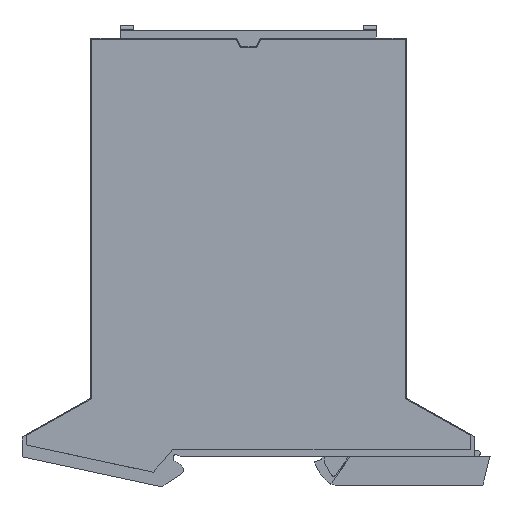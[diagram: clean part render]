
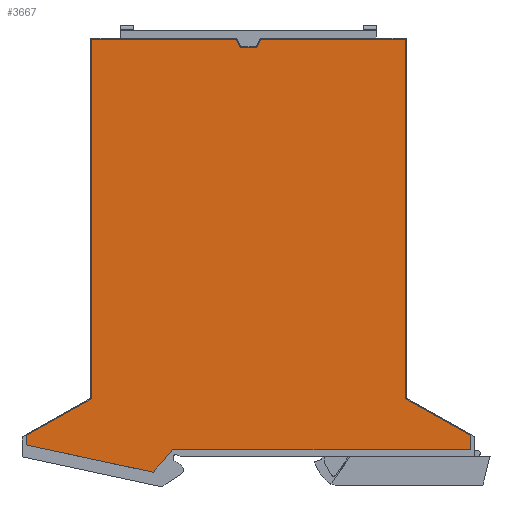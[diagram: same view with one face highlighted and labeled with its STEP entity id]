
A CAD part, left-side view. The second image highlights one B-rep face of the part: STEP entity #3667.
In plain terms, the highlighted planar face has unit normal (-1, 0, 0).
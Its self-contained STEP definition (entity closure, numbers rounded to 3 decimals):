
#3544=AXIS2_PLACEMENT_3D('Plane Axis2P3D',#3541,#3542,#3543) ;
#2910=CARTESIAN_POINT('Vertex',(0.,4.57,8.837)) ;
#2913=CARTESIAN_POINT('Line Origine',(0.,39.349,8.837)) ;
#2917=CARTESIAN_POINT('Vertex',(0.,74.129,8.837)) ;
#2942=CARTESIAN_POINT('Vertex',(0.,108.234,9.985)) ;
#2947=CARTESIAN_POINT('Line Origine',(0.,108.234,11.119)) ;
#2951=CARTESIAN_POINT('Vertex',(0.,108.234,12.253)) ;
#2983=CARTESIAN_POINT('Vertex',(0.,54.457,102.837)) ;
#2988=CARTESIAN_POINT('Line Origine',(0.,54.014,103.787)) ;
#2992=CARTESIAN_POINT('Vertex',(0.,53.571,104.737)) ;
#3033=CARTESIAN_POINT('Vertex',(0.,19.802,104.737)) ;
#3036=CARTESIAN_POINT('Line Origine',(0.,19.802,62.761)) ;
#3040=CARTESIAN_POINT('Vertex',(0.,19.802,20.784)) ;
#3541=CARTESIAN_POINT('Axis2P3D Location',(0.,56.402,7.237)) ;
#3547=CARTESIAN_POINT('Control Point',(0.,54.457,102.837)) ;
#3548=CARTESIAN_POINT('Control Point',(0.,55.754,102.837)) ;
#3549=CARTESIAN_POINT('Control Point',(0.,57.05,102.837)) ;
#3550=CARTESIAN_POINT('Control Point',(0.,58.347,102.837)) ;
#3551=CARTESIAN_POINT('Vertex',(0.,58.347,102.837)) ;
#3554=CARTESIAN_POINT('Line Origine',(0.,58.79,103.787)) ;
#3558=CARTESIAN_POINT('Vertex',(0.,59.233,104.737)) ;
#3561=CARTESIAN_POINT('Line Origine',(0.,60.983,104.737)) ;
#3565=CARTESIAN_POINT('Vertex',(0.,62.733,104.737)) ;
#3569=CARTESIAN_POINT('Control Point',(0.,62.733,104.737)) ;
#3570=CARTESIAN_POINT('Control Point',(0.,72.822,104.737)) ;
#3571=CARTESIAN_POINT('Control Point',(0.,82.912,104.737)) ;
#3572=CARTESIAN_POINT('Control Point',(0.,93.002,104.737)) ;
#3573=CARTESIAN_POINT('Vertex',(0.,93.002,104.737)) ;
#3577=CARTESIAN_POINT('Control Point',(0.,93.002,104.737)) ;
#3578=CARTESIAN_POINT('Control Point',(0.,93.002,76.753)) ;
#3579=CARTESIAN_POINT('Control Point',(0.,93.002,48.768)) ;
#3580=CARTESIAN_POINT('Control Point',(0.,93.002,20.784)) ;
#3581=CARTESIAN_POINT('Vertex',(0.,93.002,20.784)) ;
#3585=CARTESIAN_POINT('Control Point',(0.,93.002,20.784)) ;
#3586=CARTESIAN_POINT('Control Point',(0.,98.079,17.94)) ;
#3587=CARTESIAN_POINT('Control Point',(0.,103.157,15.097)) ;
#3588=CARTESIAN_POINT('Control Point',(0.,108.234,12.253)) ;
#3591=CARTESIAN_POINT('Control Point',(0.,108.234,9.985)) ;
#3592=CARTESIAN_POINT('Control Point',(0.,98.383,7.865)) ;
#3593=CARTESIAN_POINT('Control Point',(0.,88.532,5.746)) ;
#3594=CARTESIAN_POINT('Control Point',(0.,78.681,3.626)) ;
#3595=CARTESIAN_POINT('Vertex',(0.,78.681,3.626)) ;
#3599=CARTESIAN_POINT('Control Point',(0.,78.681,3.626)) ;
#3600=CARTESIAN_POINT('Control Point',(0.,77.323,5.181)) ;
#3601=CARTESIAN_POINT('Control Point',(0.,75.965,6.735)) ;
#3602=CARTESIAN_POINT('Control Point',(0.,74.607,8.29)) ;
#3603=CARTESIAN_POINT('Vertex',(0.,74.607,8.29)) ;
#3607=CARTESIAN_POINT('Control Point',(0.,74.607,8.29)) ;
#3608=CARTESIAN_POINT('Control Point',(0.,74.605,8.292)) ;
#3609=CARTESIAN_POINT('Control Point',(0.,74.604,8.294)) ;
#3610=CARTESIAN_POINT('Control Point',(0.,74.602,8.296)) ;
#3611=CARTESIAN_POINT('Vertex',(0.,74.602,8.296)) ;
#3615=CARTESIAN_POINT('Control Point',(0.,74.602,8.296)) ;
#3616=CARTESIAN_POINT('Control Point',(0.,74.444,8.476)) ;
#3617=CARTESIAN_POINT('Control Point',(0.,74.286,8.657)) ;
#3618=CARTESIAN_POINT('Control Point',(0.,74.129,8.837)) ;
#3621=CARTESIAN_POINT('Control Point',(0.,4.57,8.837)) ;
#3622=CARTESIAN_POINT('Control Point',(0.,4.57,9.976)) ;
#3623=CARTESIAN_POINT('Control Point',(0.,4.57,11.115)) ;
#3624=CARTESIAN_POINT('Control Point',(0.,4.57,12.253)) ;
#3625=CARTESIAN_POINT('Vertex',(0.,4.57,12.253)) ;
#3629=CARTESIAN_POINT('Control Point',(0.,4.57,12.253)) ;
#3630=CARTESIAN_POINT('Control Point',(0.,9.647,15.097)) ;
#3631=CARTESIAN_POINT('Control Point',(0.,14.725,17.94)) ;
#3632=CARTESIAN_POINT('Control Point',(0.,19.802,20.784)) ;
#3635=CARTESIAN_POINT('Control Point',(0.,19.802,104.737)) ;
#3636=CARTESIAN_POINT('Control Point',(0.,29.892,104.737)) ;
#3637=CARTESIAN_POINT('Control Point',(0.,39.981,104.737)) ;
#3638=CARTESIAN_POINT('Control Point',(0.,50.071,104.737)) ;
#3639=CARTESIAN_POINT('Vertex',(0.,50.071,104.737)) ;
#3642=CARTESIAN_POINT('Line Origine',(0.,51.821,104.737)) ;
#2914=DIRECTION('Vector Direction',(0.,1.,0.)) ;
#2948=DIRECTION('Vector Direction',(0.,0.,-1.)) ;
#2989=DIRECTION('Vector Direction',(0.,-0.423,0.906)) ;
#3037=DIRECTION('Vector Direction',(0.,0.,1.)) ;
#3542=DIRECTION('Axis2P3D Direction',(-1.,0.,0.)) ;
#3543=DIRECTION('Axis2P3D XDirection',(0.,1.,0.)) ;
#3555=DIRECTION('Vector Direction',(0.,0.423,0.906)) ;
#3562=DIRECTION('Vector Direction',(0.,1.,0.)) ;
#3643=DIRECTION('Vector Direction',(0.,1.,0.)) ;
#2915=VECTOR('Line Direction',#2914,1.) ;
#2949=VECTOR('Line Direction',#2948,1.) ;
#2990=VECTOR('Line Direction',#2989,1.) ;
#3038=VECTOR('Line Direction',#3037,1.) ;
#3556=VECTOR('Line Direction',#3555,1.) ;
#3563=VECTOR('Line Direction',#3562,1.) ;
#3644=VECTOR('Line Direction',#3643,1.) ;
#3648=ORIENTED_EDGE('',*,*,#3553,.T.) ;
#3649=ORIENTED_EDGE('',*,*,#3560,.T.) ;
#3650=ORIENTED_EDGE('',*,*,#3567,.T.) ;
#3651=ORIENTED_EDGE('',*,*,#3575,.T.) ;
#3652=ORIENTED_EDGE('',*,*,#3583,.T.) ;
#3653=ORIENTED_EDGE('',*,*,#3589,.T.) ;
#3654=ORIENTED_EDGE('',*,*,#2953,.T.) ;
#3655=ORIENTED_EDGE('',*,*,#3597,.T.) ;
#3656=ORIENTED_EDGE('',*,*,#3605,.T.) ;
#3657=ORIENTED_EDGE('',*,*,#3613,.T.) ;
#3658=ORIENTED_EDGE('',*,*,#3619,.T.) ;
#3659=ORIENTED_EDGE('',*,*,#2919,.T.) ;
#3660=ORIENTED_EDGE('',*,*,#3627,.T.) ;
#3661=ORIENTED_EDGE('',*,*,#3633,.T.) ;
#3662=ORIENTED_EDGE('',*,*,#3042,.T.) ;
#3663=ORIENTED_EDGE('',*,*,#3641,.T.) ;
#3664=ORIENTED_EDGE('',*,*,#3646,.T.) ;
#3665=ORIENTED_EDGE('',*,*,#2994,.T.) ;
#3667=ADVANCED_FACE('BASE',(#3666),#3545,.T.) ;
#3546=B_SPLINE_CURVE_WITH_KNOTS('',3,(#3547,#3548,#3549,#3550),.UNSPECIFIED.,.F.,.U.,(4,4),(3.5,7.39),.UNSPECIFIED.) ;
#3568=B_SPLINE_CURVE_WITH_KNOTS('',3,(#3569,#3570,#3571,#3572),.UNSPECIFIED.,.F.,.U.,(4,4),(0.,30.269),.UNSPECIFIED.) ;
#3576=B_SPLINE_CURVE_WITH_KNOTS('',3,(#3577,#3578,#3579,#3580),.UNSPECIFIED.,.F.,.U.,(4,4),(0.,83.953),.UNSPECIFIED.) ;
#3584=B_SPLINE_CURVE_WITH_KNOTS('',3,(#3585,#3586,#3587,#3588),.UNSPECIFIED.,.F.,.U.,(4,4),(0.,17.458),.UNSPECIFIED.) ;
#3590=B_SPLINE_CURVE_WITH_KNOTS('',3,(#3591,#3592,#3593,#3594),.UNSPECIFIED.,.F.,.U.,(4,4),(0.,30.229),.UNSPECIFIED.) ;
#3598=B_SPLINE_CURVE_WITH_KNOTS('',3,(#3599,#3600,#3601,#3602),.UNSPECIFIED.,.F.,.U.,(4,4),(0.,6.193),.UNSPECIFIED.) ;
#3606=B_SPLINE_CURVE_WITH_KNOTS('',3,(#3607,#3608,#3609,#3610),.UNSPECIFIED.,.F.,.U.,(4,4),(0.,0.007),.UNSPECIFIED.) ;
#3614=B_SPLINE_CURVE_WITH_KNOTS('',3,(#3615,#3616,#3617,#3618),.UNSPECIFIED.,.F.,.U.,(4,4),(0.,0.719),.UNSPECIFIED.) ;
#3620=B_SPLINE_CURVE_WITH_KNOTS('',3,(#3621,#3622,#3623,#3624),.UNSPECIFIED.,.F.,.U.,(4,4),(0.,3.416),.UNSPECIFIED.) ;
#3628=B_SPLINE_CURVE_WITH_KNOTS('',3,(#3629,#3630,#3631,#3632),.UNSPECIFIED.,.F.,.U.,(4,4),(0.,17.458),.UNSPECIFIED.) ;
#3634=B_SPLINE_CURVE_WITH_KNOTS('',3,(#3635,#3636,#3637,#3638),.UNSPECIFIED.,.F.,.U.,(4,4),(0.,30.269),.UNSPECIFIED.) ;
#2919=EDGE_CURVE('',#2918,#2911,#2916,.F.) ;
#2953=EDGE_CURVE('',#2952,#2943,#2950,.T.) ;
#2994=EDGE_CURVE('',#2993,#2984,#2991,.F.) ;
#3042=EDGE_CURVE('',#3041,#3034,#3039,.T.) ;
#3553=EDGE_CURVE('',#2984,#3552,#3546,.T.) ;
#3560=EDGE_CURVE('',#3552,#3559,#3557,.T.) ;
#3567=EDGE_CURVE('',#3559,#3566,#3564,.T.) ;
#3575=EDGE_CURVE('',#3566,#3574,#3568,.T.) ;
#3583=EDGE_CURVE('',#3574,#3582,#3576,.T.) ;
#3589=EDGE_CURVE('',#3582,#2952,#3584,.T.) ;
#3597=EDGE_CURVE('',#2943,#3596,#3590,.T.) ;
#3605=EDGE_CURVE('',#3596,#3604,#3598,.T.) ;
#3613=EDGE_CURVE('',#3604,#3612,#3606,.T.) ;
#3619=EDGE_CURVE('',#3612,#2918,#3614,.T.) ;
#3627=EDGE_CURVE('',#2911,#3626,#3620,.T.) ;
#3633=EDGE_CURVE('',#3626,#3041,#3628,.T.) ;
#3641=EDGE_CURVE('',#3034,#3640,#3634,.T.) ;
#3646=EDGE_CURVE('',#3640,#2993,#3645,.T.) ;
#3647=EDGE_LOOP('',(#3648,#3649,#3650,#3651,#3652,#3653,#3654,#3655,#3656,#3657,#3658,#3659,#3660,#3661,#3662,#3663,#3664,#3665)) ;
#3666=FACE_OUTER_BOUND('',#3647,.T.) ;
#2916=LINE('Line',#2913,#2915) ;
#2950=LINE('Line',#2947,#2949) ;
#2991=LINE('Line',#2988,#2990) ;
#3039=LINE('Line',#3036,#3038) ;
#3557=LINE('Line',#3554,#3556) ;
#3564=LINE('Line',#3561,#3563) ;
#3645=LINE('Line',#3642,#3644) ;
#3545=PLANE('',#3544) ;
#2911=VERTEX_POINT('',#2910) ;
#2918=VERTEX_POINT('',#2917) ;
#2943=VERTEX_POINT('',#2942) ;
#2952=VERTEX_POINT('',#2951) ;
#2984=VERTEX_POINT('',#2983) ;
#2993=VERTEX_POINT('',#2992) ;
#3034=VERTEX_POINT('',#3033) ;
#3041=VERTEX_POINT('',#3040) ;
#3552=VERTEX_POINT('',#3551) ;
#3559=VERTEX_POINT('',#3558) ;
#3566=VERTEX_POINT('',#3565) ;
#3574=VERTEX_POINT('',#3573) ;
#3582=VERTEX_POINT('',#3581) ;
#3596=VERTEX_POINT('',#3595) ;
#3604=VERTEX_POINT('',#3603) ;
#3612=VERTEX_POINT('',#3611) ;
#3626=VERTEX_POINT('',#3625) ;
#3640=VERTEX_POINT('',#3639) ;
